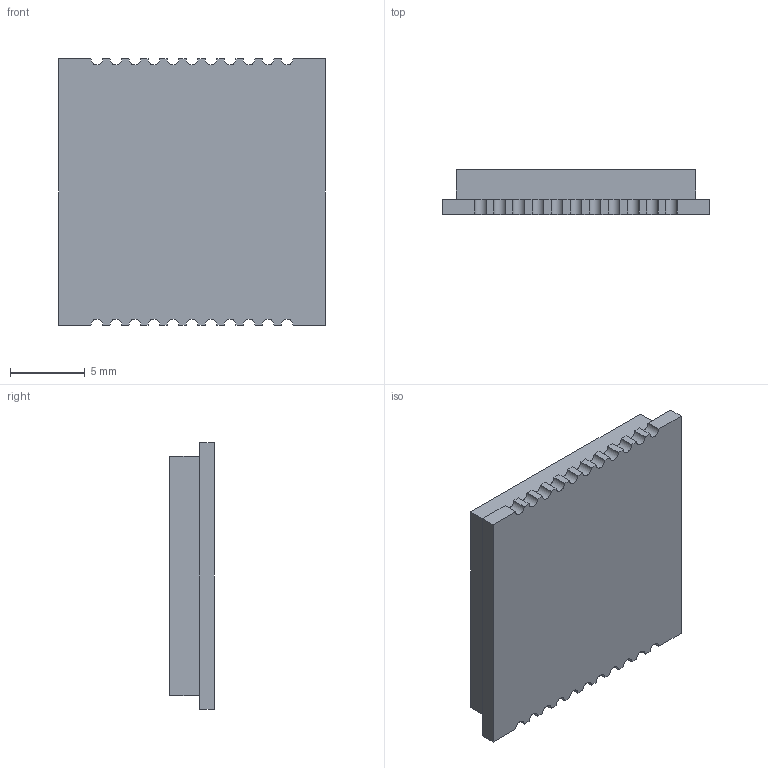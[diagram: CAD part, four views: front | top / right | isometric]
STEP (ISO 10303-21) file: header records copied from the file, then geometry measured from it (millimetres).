
FILE_DESCRIPTION (( 'STEP AP214' ), '1' );
FILE_NAME ('Module Lube Lell (PSoC+LoRa).STEP', '2020-01-31T17:31:03', ( '' ), ( '' ), 'SwSTEP 2.0', 'SolidWorks 2017', '' );
FILE_SCHEMA (( 'AUTOMOTIVE_DESIGN' ));
Length unit declared in the file: millimetre
Products named in the file (1): Module Lube Lell (PSoC+LoRa)
Bounding box: 17.78 x 3 x 17.78 mm (x, y, z)
Volume: 822.6 mm3; surface area: 830.4 mm2
Topology: 1 solids, 1 shells, 66 faces, 189 edges, 126 vertices
Faces by surface type: cylinder 33, plane 33
Entity records: 2213 total; most frequent: DIRECTION 389, CARTESIAN_POINT 382, ORIENTED_EDGE 378, EDGE_CURVE 189, AXIS2_PLACEMENT_3D 133, VERTEX_POINT 126, VECTOR 123, LINE 123
